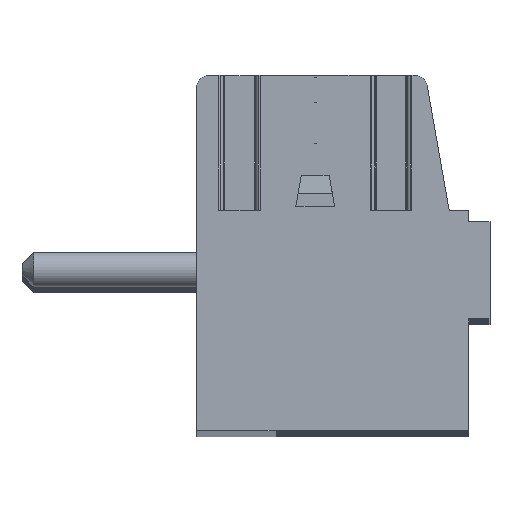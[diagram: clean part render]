
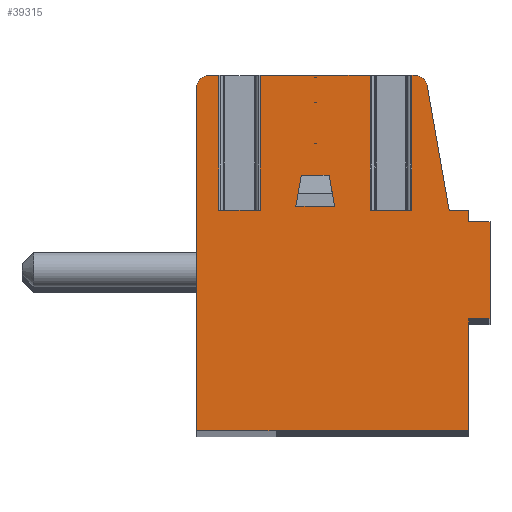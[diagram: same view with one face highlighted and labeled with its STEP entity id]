
A CAD part, top view. The second image highlights one B-rep face of the part: STEP entity #39315.
In plain terms, the highlighted planar face has unit normal (0, 0, 1).
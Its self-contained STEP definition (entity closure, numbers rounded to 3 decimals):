
#5459=DIRECTION('',(-1.,0.,0.));
#5460=VECTOR('',#5459,1.07);
#5461=CARTESIAN_POINT('',(2.035,1.105,1.75));
#5462=LINE('',#5461,#5460);
#5463=DIRECTION('',(0.,1.,0.));
#5464=VECTOR('',#5463,3.47);
#5465=CARTESIAN_POINT('',(2.035,1.105,1.75));
#5466=LINE('',#5465,#5464);
#5467=DIRECTION('',(1.,0.,0.));
#5468=VECTOR('',#5467,0.101);
#5469=CARTESIAN_POINT('',(2.035,4.575,1.75));
#5470=LINE('',#5469,#5468);
#5471=CARTESIAN_POINT('',(2.136,4.275,1.75));
#5472=DIRECTION('',(0.,0.,-1.));
#5473=DIRECTION('',(0.,1.,0.));
#5474=AXIS2_PLACEMENT_3D('',#5471,#5472,#5473);
#5476=DIRECTION('',(0.174,-0.985,0.));
#5477=VECTOR('',#5476,3.272);
#5478=CARTESIAN_POINT('',(2.432,4.327,1.75));
#5479=LINE('',#5478,#5477);
#5480=DIRECTION('',(1.,0.,0.));
#5481=VECTOR('',#5480,0.5);
#5482=CARTESIAN_POINT('',(3.,1.105,1.75));
#5483=LINE('',#5482,#5481);
#5484=DIRECTION('',(0.,-1.,0.));
#5485=VECTOR('',#5484,0.3);
#5486=CARTESIAN_POINT('',(3.5,1.105,1.75));
#5487=LINE('',#5486,#5485);
#5488=DIRECTION('',(0.,-1.,0.));
#5489=VECTOR('',#5488,2.88);
#5490=CARTESIAN_POINT('',(3.5,-1.695,1.75));
#5491=LINE('',#5490,#5489);
#5492=DIRECTION('',(-1.,0.,0.));
#5493=VECTOR('',#5492,7.);
#5494=CARTESIAN_POINT('',(3.5,-4.575,1.75));
#5495=LINE('',#5494,#5493);
#5496=DIRECTION('',(0.,1.,0.));
#5497=VECTOR('',#5496,8.85);
#5498=CARTESIAN_POINT('',(-3.5,-4.575,1.75));
#5499=LINE('',#5498,#5497);
#5500=CARTESIAN_POINT('',(-3.2,4.275,1.75));
#5501=DIRECTION('',(0.,0.,-1.));
#5502=DIRECTION('',(-1.,0.,0.));
#5503=AXIS2_PLACEMENT_3D('',#5500,#5501,#5502);
#5505=DIRECTION('',(1.,0.,0.));
#5506=VECTOR('',#5505,0.265);
#5507=CARTESIAN_POINT('',(-3.2,4.575,1.75));
#5508=LINE('',#5507,#5506);
#5509=DIRECTION('',(0.,1.,0.));
#5510=VECTOR('',#5509,3.47);
#5511=CARTESIAN_POINT('',(-2.935,1.105,1.75));
#5512=LINE('',#5511,#5510);
#5513=DIRECTION('',(-1.,0.,0.));
#5514=VECTOR('',#5513,1.07);
#5515=CARTESIAN_POINT('',(-1.865,1.105,1.75));
#5516=LINE('',#5515,#5514);
#5517=DIRECTION('',(0.,1.,0.));
#5518=VECTOR('',#5517,3.47);
#5519=CARTESIAN_POINT('',(-1.865,1.105,1.75));
#5520=LINE('',#5519,#5518);
#5521=DIRECTION('',(1.,0.,0.));
#5522=VECTOR('',#5521,2.83);
#5523=CARTESIAN_POINT('',(-1.865,4.575,1.75));
#5524=LINE('',#5523,#5522);
#5525=DIRECTION('',(0.,1.,0.));
#5526=VECTOR('',#5525,3.47);
#5527=CARTESIAN_POINT('',(0.965,1.105,1.75));
#5528=LINE('',#5527,#5526);
#5529=DIRECTION('',(-1.,0.,0.));
#5530=VECTOR('',#5529,0.718);
#5531=CARTESIAN_POINT('',(-0.091,2.005,1.75));
#5532=LINE('',#5531,#5530);
#5533=DIRECTION('',(-0.174,-0.985,0.));
#5534=VECTOR('',#5533,0.812);
#5535=CARTESIAN_POINT('',(-0.809,2.005,1.75));
#5536=LINE('',#5535,#5534);
#5537=DIRECTION('',(1.,0.,0.));
#5538=VECTOR('',#5537,1.);
#5539=CARTESIAN_POINT('',(-0.95,1.205,1.75));
#5540=LINE('',#5539,#5538);
#5541=DIRECTION('',(-0.174,0.985,0.));
#5542=VECTOR('',#5541,0.812);
#5543=CARTESIAN_POINT('',(0.05,1.205,1.75));
#5544=LINE('',#5543,#5542);
#5869=DIRECTION('',(-1.,0.,0.));
#5870=VECTOR('',#5869,0.55);
#5871=CARTESIAN_POINT('',(4.05,0.805,1.75));
#5872=LINE('',#5871,#5870);
#6622=DIRECTION('',(0.,1.,0.));
#6623=VECTOR('',#6622,2.5);
#6624=CARTESIAN_POINT('',(4.05,-1.695,1.75));
#6625=LINE('',#6624,#6623);
#6922=DIRECTION('',(1.,0.,0.));
#6923=VECTOR('',#6922,0.55);
#6924=CARTESIAN_POINT('',(3.5,-1.695,1.75));
#6925=LINE('',#6924,#6923);
#24613=CARTESIAN_POINT('',(-3.5,4.275,1.75));
#24614=CARTESIAN_POINT('',(-3.2,4.575,1.75));
#24615=VERTEX_POINT('',#24613);
#24616=VERTEX_POINT('',#24614);
#24617=CARTESIAN_POINT('',(-3.5,-4.575,1.75));
#24618=VERTEX_POINT('',#24617);
#24619=CARTESIAN_POINT('',(3.5,-4.575,1.75));
#24620=VERTEX_POINT('',#24619);
#24621=CARTESIAN_POINT('',(3.5,-1.695,1.75));
#24622=VERTEX_POINT('',#24621);
#24623=CARTESIAN_POINT('',(3.5,1.105,1.75));
#24624=CARTESIAN_POINT('',(3.5,0.805,1.75));
#24625=VERTEX_POINT('',#24623);
#24626=VERTEX_POINT('',#24624);
#24627=CARTESIAN_POINT('',(3.,1.105,1.75));
#24628=VERTEX_POINT('',#24627);
#24629=CARTESIAN_POINT('',(2.432,4.327,1.75));
#24630=VERTEX_POINT('',#24629);
#24631=CARTESIAN_POINT('',(2.136,4.575,1.75));
#24632=VERTEX_POINT('',#24631);
#24770=CARTESIAN_POINT('',(4.05,-1.695,1.75));
#24772=VERTEX_POINT('',#24770);
#24774=CARTESIAN_POINT('',(4.05,0.805,1.75));
#24776=VERTEX_POINT('',#24774);
#24941=CARTESIAN_POINT('',(2.035,1.105,1.75));
#24942=CARTESIAN_POINT('',(0.965,1.105,1.75));
#24943=VERTEX_POINT('',#24941);
#24944=VERTEX_POINT('',#24942);
#24945=CARTESIAN_POINT('',(-1.865,1.105,1.75));
#24946=CARTESIAN_POINT('',(-2.935,1.105,1.75));
#24947=VERTEX_POINT('',#24945);
#24948=VERTEX_POINT('',#24946);
#24949=CARTESIAN_POINT('',(-2.935,4.575,1.75));
#24950=VERTEX_POINT('',#24949);
#24951=CARTESIAN_POINT('',(-1.865,4.575,1.75));
#24952=VERTEX_POINT('',#24951);
#24953=CARTESIAN_POINT('',(2.035,4.575,1.75));
#24954=VERTEX_POINT('',#24953);
#24955=CARTESIAN_POINT('',(0.965,4.575,1.75));
#24956=VERTEX_POINT('',#24955);
#24985=CARTESIAN_POINT('',(-0.95,1.205,1.75));
#24986=CARTESIAN_POINT('',(0.05,1.205,1.75));
#24987=VERTEX_POINT('',#24985);
#24988=VERTEX_POINT('',#24986);
#24990=CARTESIAN_POINT('',(-0.809,2.005,1.75));
#24992=VERTEX_POINT('',#24990);
#24993=CARTESIAN_POINT('',(-0.091,2.005,1.75));
#24994=VERTEX_POINT('',#24993);
#39262=CARTESIAN_POINT('',(0.,0.,1.75));
#39263=DIRECTION('',(0.,0.,1.));
#39264=DIRECTION('',(1.,0.,0.));
#39265=AXIS2_PLACEMENT_3D('',#39262,#39263,#39264);
#39266=PLANE('',#39265);
#39268=ORIENTED_EDGE('',*,*,#39267,.F.);
#39270=ORIENTED_EDGE('',*,*,#39269,.T.);
#39271=ORIENTED_EDGE('',*,*,#31962,.T.);
#39273=ORIENTED_EDGE('',*,*,#39272,.T.);
#39275=ORIENTED_EDGE('',*,*,#39274,.T.);
#39277=ORIENTED_EDGE('',*,*,#39276,.T.);
#39279=ORIENTED_EDGE('',*,*,#39278,.T.);
#39281=ORIENTED_EDGE('',*,*,#39280,.F.);
#39283=ORIENTED_EDGE('',*,*,#39282,.F.);
#39285=ORIENTED_EDGE('',*,*,#39284,.F.);
#39287=ORIENTED_EDGE('',*,*,#39286,.T.);
#39289=ORIENTED_EDGE('',*,*,#39288,.T.);
#39291=ORIENTED_EDGE('',*,*,#39290,.T.);
#39293=ORIENTED_EDGE('',*,*,#39292,.T.);
#39294=ORIENTED_EDGE('',*,*,#31927,.T.);
#39296=ORIENTED_EDGE('',*,*,#39295,.F.);
#39298=ORIENTED_EDGE('',*,*,#39297,.F.);
#39299=ORIENTED_EDGE('',*,*,#39253,.T.);
#39300=ORIENTED_EDGE('',*,*,#31978,.T.);
#39302=ORIENTED_EDGE('',*,*,#39301,.F.);
#39303=EDGE_LOOP('',(#39268,#39270,#39271,#39273,#39275,#39277,#39279,#39281,
#39283,#39285,#39287,#39289,#39291,#39293,#39294,#39296,#39298,#39299,#39300,
#39302));
#39304=FACE_OUTER_BOUND('',#39303,.F.);
#39306=ORIENTED_EDGE('',*,*,#39305,.T.);
#39308=ORIENTED_EDGE('',*,*,#39307,.T.);
#39310=ORIENTED_EDGE('',*,*,#39309,.T.);
#39312=ORIENTED_EDGE('',*,*,#39311,.T.);
#39313=EDGE_LOOP('',(#39306,#39308,#39310,#39312));
#39314=FACE_BOUND('',#39313,.F.);
#5475=CIRCLE('',#5474,0.3);
#5504=CIRCLE('',#5503,0.3);
#31927=EDGE_CURVE('',#24616,#24950,#5508,.T.);
#31962=EDGE_CURVE('',#24954,#24632,#5470,.T.);
#31978=EDGE_CURVE('',#24952,#24956,#5524,.T.);
#39253=EDGE_CURVE('',#24947,#24952,#5520,.T.);
#39267=EDGE_CURVE('',#24943,#24944,#5462,.T.);
#39269=EDGE_CURVE('',#24943,#24954,#5466,.T.);
#39272=EDGE_CURVE('',#24632,#24630,#5475,.T.);
#39274=EDGE_CURVE('',#24630,#24628,#5479,.T.);
#39276=EDGE_CURVE('',#24628,#24625,#5483,.T.);
#39278=EDGE_CURVE('',#24625,#24626,#5487,.T.);
#39280=EDGE_CURVE('',#24776,#24626,#5872,.T.);
#39282=EDGE_CURVE('',#24772,#24776,#6625,.T.);
#39284=EDGE_CURVE('',#24622,#24772,#6925,.T.);
#39286=EDGE_CURVE('',#24622,#24620,#5491,.T.);
#39288=EDGE_CURVE('',#24620,#24618,#5495,.T.);
#39290=EDGE_CURVE('',#24618,#24615,#5499,.T.);
#39292=EDGE_CURVE('',#24615,#24616,#5504,.T.);
#39295=EDGE_CURVE('',#24948,#24950,#5512,.T.);
#39297=EDGE_CURVE('',#24947,#24948,#5516,.T.);
#39301=EDGE_CURVE('',#24944,#24956,#5528,.T.);
#39305=EDGE_CURVE('',#24994,#24992,#5532,.T.);
#39307=EDGE_CURVE('',#24992,#24987,#5536,.T.);
#39309=EDGE_CURVE('',#24987,#24988,#5540,.T.);
#39311=EDGE_CURVE('',#24988,#24994,#5544,.T.);
#39315=ADVANCED_FACE('',(#39304,#39314),#39266,.T.);
